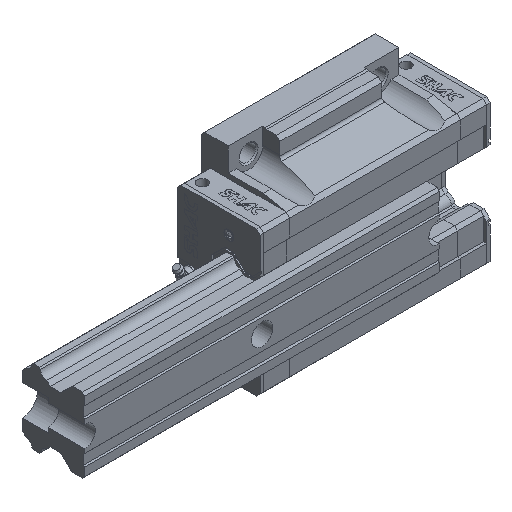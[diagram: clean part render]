
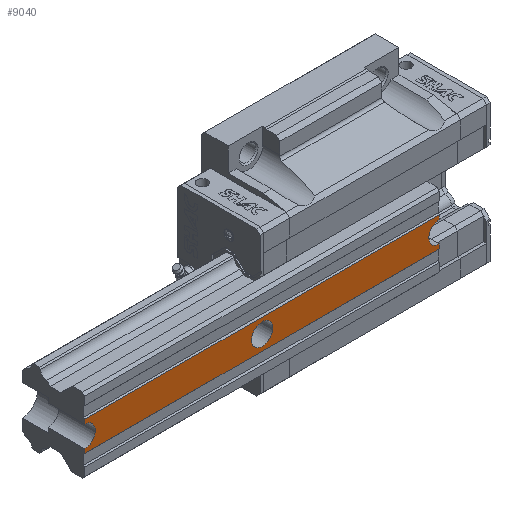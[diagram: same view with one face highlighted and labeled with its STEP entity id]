
A CAD part, isometric view. The second image highlights one B-rep face of the part: STEP entity #9040.
In plain terms, the highlighted planar face has unit normal (0, -1, 0).
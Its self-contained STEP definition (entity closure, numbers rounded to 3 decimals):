
#238=CIRCLE('',#9641,9.);
#239=CIRCLE('',#9642,9.);
#240=CIRCLE('',#9643,9.);
#508=ORIENTED_EDGE('',*,*,#3146,.F.);
#509=ORIENTED_EDGE('',*,*,#3147,.F.);
#510=ORIENTED_EDGE('',*,*,#3102,.F.);
#511=ORIENTED_EDGE('',*,*,#3148,.F.);
#512=ORIENTED_EDGE('',*,*,#3066,.F.);
#513=ORIENTED_EDGE('',*,*,#3149,.T.);
#514=ORIENTED_EDGE('',*,*,#3123,.T.);
#515=ORIENTED_EDGE('',*,*,#3150,.F.);
#516=ORIENTED_EDGE('',*,*,#3127,.T.);
#3066=EDGE_CURVE('',#4386,#4387,#5278,.T.);
#3102=EDGE_CURVE('',#4422,#4423,#5310,.T.);
#3123=EDGE_CURVE('',#4424,#4443,#5329,.T.);
#3127=EDGE_CURVE('',#4448,#4447,#5333,.T.);
#3146=EDGE_CURVE('',#4464,#4464,#238,.T.);
#3147=EDGE_CURVE('',#4423,#4447,#5350,.T.);
#3148=EDGE_CURVE('',#4387,#4422,#239,.T.);
#3149=EDGE_CURVE('',#4386,#4424,#5351,.T.);
#3150=EDGE_CURVE('',#4448,#4443,#240,.T.);
#4386=VERTEX_POINT('',#12902);
#4387=VERTEX_POINT('',#12904);
#4422=VERTEX_POINT('',#12975);
#4423=VERTEX_POINT('',#12977);
#4424=VERTEX_POINT('',#12981);
#4443=VERTEX_POINT('',#13018);
#4447=VERTEX_POINT('',#13027);
#4448=VERTEX_POINT('',#13029);
#4464=VERTEX_POINT('',#13066);
#5278=LINE('',#12903,#6358);
#5310=LINE('',#12976,#6390);
#5329=LINE('',#13019,#6409);
#5333=LINE('',#13028,#6413);
#5350=LINE('',#13067,#6430);
#5351=LINE('',#13069,#6431);
#6358=VECTOR('',#10362,1000.);
#6390=VECTOR('',#10404,1000.);
#6409=VECTOR('',#10429,1000.);
#6413=VECTOR('',#10435,1000.);
#6430=VECTOR('',#10462,1000.);
#6431=VECTOR('',#10465,1000.);
#7441=EDGE_LOOP('',(#508));
#7442=EDGE_LOOP('',(#509,#510,#511,#512,#513,#514,#515,#516));
#8037=FACE_BOUND('',#7441,.T.);
#8038=FACE_BOUND('',#7442,.T.);
#8633=PLANE('',#9640);
#9040=ADVANCED_FACE('',(#8037,#8038),#8633,.F.);
#9640=AXIS2_PLACEMENT_3D('',#13064,#10458,#10459);
#9641=AXIS2_PLACEMENT_3D('',#13065,#10460,#10461);
#9642=AXIS2_PLACEMENT_3D('',#13068,#10463,#10464);
#9643=AXIS2_PLACEMENT_3D('',#13070,#10466,#10467);
#10362=DIRECTION('',(0.,0.,-1.));
#10404=DIRECTION('',(0.,0.,-1.));
#10429=DIRECTION('',(0.,0.,-1.));
#10435=DIRECTION('',(0.,0.,-1.));
#10458=DIRECTION('',(0.,1.,0.));
#10459=DIRECTION('',(0.,0.,1.));
#10460=DIRECTION('',(0.,-1.,0.));
#10461=DIRECTION('',(0.,0.,-1.));
#10462=DIRECTION('',(-1.,0.,0.));
#10463=DIRECTION('',(0.,-1.,0.));
#10464=DIRECTION('',(0.,0.,-1.));
#10465=DIRECTION('',(-1.,0.,0.));
#10466=DIRECTION('',(0.,-1.,0.));
#10467=DIRECTION('',(0.,0.,-1.));
#12902=CARTESIAN_POINT('',(150.,0.,12.5));
#12903=CARTESIAN_POINT('',(150.,0.,29.5));
#12904=CARTESIAN_POINT('',(150.,0.,9.));
#12975=CARTESIAN_POINT('',(150.,0.,-9.));
#12976=CARTESIAN_POINT('',(150.,0.,29.5));
#12977=CARTESIAN_POINT('',(150.,0.,-12.5));
#12981=CARTESIAN_POINT('',(-150.,0.,12.5));
#13018=CARTESIAN_POINT('',(-150.,0.,9.));
#13019=CARTESIAN_POINT('',(-150.,0.,29.5));
#13027=CARTESIAN_POINT('',(-150.,0.,-12.5));
#13028=CARTESIAN_POINT('',(-150.,0.,29.5));
#13029=CARTESIAN_POINT('',(-150.,0.,-9.));
#13064=CARTESIAN_POINT('',(150.,0.,29.5));
#13065=CARTESIAN_POINT('',(0.,0.,0.));
#13066=CARTESIAN_POINT('',(0.,0.,-9.));
#13067=CARTESIAN_POINT('',(150.,0.,-12.5));
#13068=CARTESIAN_POINT('',(150.,0.,0.));
#13069=CARTESIAN_POINT('',(150.,0.,12.5));
#13070=CARTESIAN_POINT('',(-150.,0.,0.));
